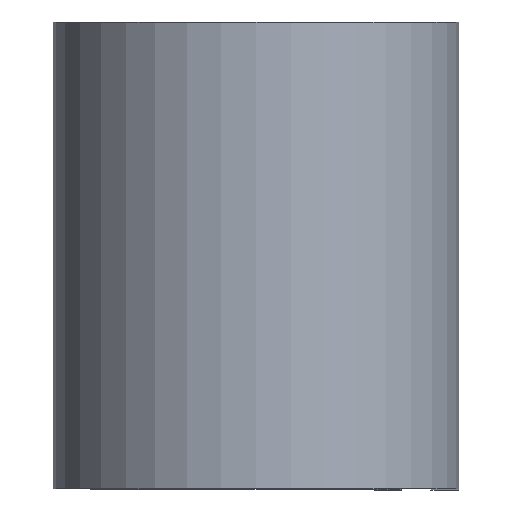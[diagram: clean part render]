
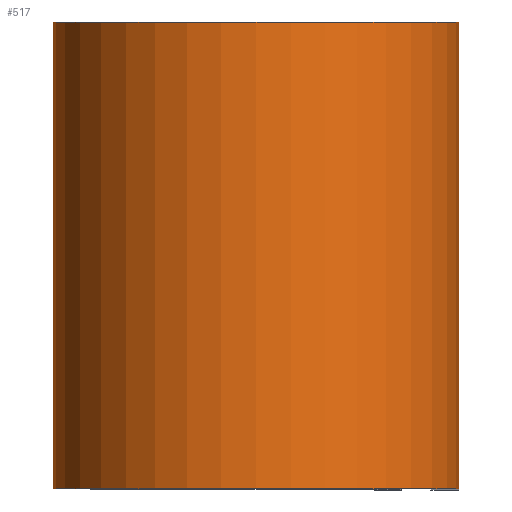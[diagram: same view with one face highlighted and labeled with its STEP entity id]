
A CAD part, top view. The second image highlights one B-rep face of the part: STEP entity #517.
In plain terms, the highlighted cylindrical face has radius 11.049 mm (diameter 22.098 mm), a partial arc.
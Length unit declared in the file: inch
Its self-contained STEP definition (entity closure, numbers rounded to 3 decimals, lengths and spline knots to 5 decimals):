
#47 = CIRCLE ( 'NONE', #612, 0.435 ) ;
#58 = EDGE_CURVE ( 'NONE', #570, #392, #533, .T. ) ;
#80 = FACE_OUTER_BOUND ( 'NONE', #432, .T. ) ;
#116 = DIRECTION ( 'NONE',  ( 0., 0., -1. ) ) ;
#118 = DIRECTION ( 'NONE',  ( 0., -1., 0. ) ) ;
#121 = CARTESIAN_POINT ( 'NONE',  ( 0., 0.5, 0. ) ) ;
#187 = LINE ( 'NONE', #519, #613 ) ;
#254 = ORIENTED_EDGE ( 'NONE', *, *, #620, .F. ) ;
#260 = CARTESIAN_POINT ( 'NONE',  ( 0., 0.5, -0.435 ) ) ;
#356 = ORIENTED_EDGE ( 'NONE', *, *, #393, .F. ) ;
#361 = CARTESIAN_POINT ( 'NONE',  ( 0.435, 0.5, 0. ) ) ;
#372 = CYLINDRICAL_SURFACE ( 'NONE', #492, 0.435 ) ;
#392 = VERTEX_POINT ( 'NONE', #611 ) ;
#393 = EDGE_CURVE ( 'NONE', #570, #426, #47, .T. ) ;
#403 = VECTOR ( 'NONE', #543, 39.37008 ) ;
#412 = CARTESIAN_POINT ( 'NONE',  ( 0., -0.5, 0. ) ) ;
#416 = DIRECTION ( 'NONE',  ( 0., 1., 0. ) ) ;
#419 = DIRECTION ( 'NONE',  ( 1., 0., 0. ) ) ;
#426 = VERTEX_POINT ( 'NONE', #361 ) ;
#432 = EDGE_LOOP ( 'NONE', ( #605, #254, #356, #574 ) ) ;
#435 = VERTEX_POINT ( 'NONE', #454 ) ;
#454 = CARTESIAN_POINT ( 'NONE',  ( 0.435, -0.5, 0. ) ) ;
#461 = AXIS2_PLACEMENT_3D ( 'NONE', #412, #416, #419 ) ;
#473 = DIRECTION ( 'NONE',  ( 0., 1., 0. ) ) ;
#492 = AXIS2_PLACEMENT_3D ( 'NONE', #121, #118, #116 ) ;
#493 = DIRECTION ( 'NONE',  ( 1., 0., 0. ) ) ;
#503 = CIRCLE ( 'NONE', #461, 0.435 ) ;
#504 = DIRECTION ( 'NONE',  ( 0., -1., 0. ) ) ;
#517 = ADVANCED_FACE ( 'NONE', ( #80 ), #372, .T. ) ;
#519 = CARTESIAN_POINT ( 'NONE',  ( 0.435, 0.5, 0. ) ) ;
#533 = LINE ( 'NONE', #539, #403 ) ;
#539 = CARTESIAN_POINT ( 'NONE',  ( 0., 0.5, -0.435 ) ) ;
#543 = DIRECTION ( 'NONE',  ( 0., -1., 0. ) ) ;
#548 = CARTESIAN_POINT ( 'NONE',  ( 0., 0.5, 0. ) ) ;
#570 = VERTEX_POINT ( 'NONE', #260 ) ;
#574 = ORIENTED_EDGE ( 'NONE', *, *, #58, .T. ) ;
#590 = EDGE_CURVE ( 'NONE', #392, #435, #503, .T. ) ;
#605 = ORIENTED_EDGE ( 'NONE', *, *, #590, .T. ) ;
#611 = CARTESIAN_POINT ( 'NONE',  ( 0., -0.5, -0.435 ) ) ;
#612 = AXIS2_PLACEMENT_3D ( 'NONE', #548, #473, #493 ) ;
#613 = VECTOR ( 'NONE', #504, 39.37008 ) ;
#620 = EDGE_CURVE ( 'NONE', #426, #435, #187, .T. ) ;
